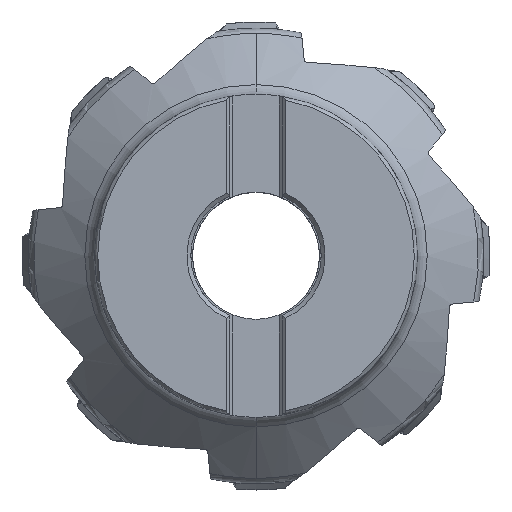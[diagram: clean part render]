
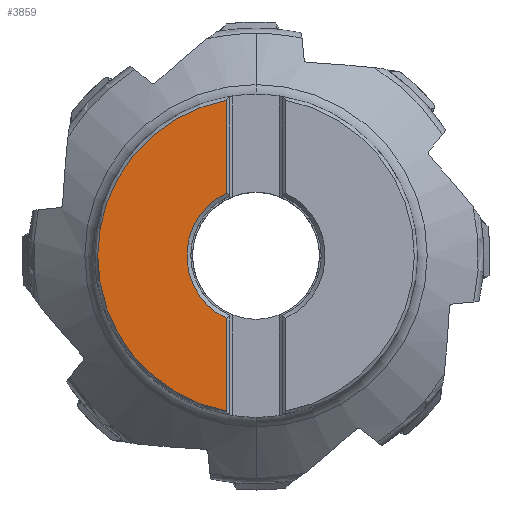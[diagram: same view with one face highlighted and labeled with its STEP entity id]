
A CAD part, top view. The second image highlights one B-rep face of the part: STEP entity #3859.
In plain terms, the highlighted planar face has unit normal (0, 0, 1).
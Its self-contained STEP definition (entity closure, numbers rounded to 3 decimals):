
#393=PLANE('',#21601);
#1745=LINE('',#40650,#2662);
#1746=LINE('',#40654,#2663);
#2662=VECTOR('',#26133,1.);
#2663=VECTOR('',#26136,1.);
#3859=ADVANCED_FACE('',(#5033),#393,.F.);
#5033=FACE_OUTER_BOUND('',#6145,.T.);
#6145=EDGE_LOOP('',(#11839,#11840,#11841,#11842,#11843));
#7091=CIRCLE('',#21597,47.473);
#7092=CIRCLE('',#21598,47.473);
#7093=CIRCLE('',#21600,20.75);
#11839=ORIENTED_EDGE('',*,*,#18023,.F.);
#11840=ORIENTED_EDGE('',*,*,#18024,.F.);
#11841=ORIENTED_EDGE('',*,*,#18025,.F.);
#11842=ORIENTED_EDGE('',*,*,#18022,.F.);
#11843=ORIENTED_EDGE('',*,*,#18021,.F.);
#15260=VERTEX_POINT('',#40619);
#15263=VERTEX_POINT('',#40645);
#15264=VERTEX_POINT('',#40647);
#15265=VERTEX_POINT('',#40651);
#15266=VERTEX_POINT('',#40653);
#18021=EDGE_CURVE('',#15263,#15264,#7091,.T.);
#18022=EDGE_CURVE('',#15264,#15260,#7092,.T.);
#18023=EDGE_CURVE('',#15265,#15263,#1745,.T.);
#18024=EDGE_CURVE('',#15266,#15265,#7093,.T.);
#18025=EDGE_CURVE('',#15260,#15266,#1746,.T.);
#21597=AXIS2_PLACEMENT_3D('',#40646,#26127,#26128);
#21598=AXIS2_PLACEMENT_3D('',#40648,#26129,#26130);
#21600=AXIS2_PLACEMENT_3D('',#40652,#26134,#26135);
#21601=AXIS2_PLACEMENT_3D('',#40655,#26137,#26138);
#26127=DIRECTION('',(0.,0.,-1.));
#26128=DIRECTION('',(-0.188,-0.982,0.));
#26129=DIRECTION('',(0.,0.,-1.));
#26130=DIRECTION('',(-1.,0.002,0.));
#26133=DIRECTION('',(0.,-1.,0.));
#26134=DIRECTION('',(0.,0.,1.));
#26135=DIRECTION('',(-0.431,0.902,0.));
#26136=DIRECTION('',(0.,-1.,0.));
#26137=DIRECTION('',(0.,0.,-1.));
#26138=DIRECTION('',(1.,0.,0.));
#40619=CARTESIAN_POINT('',(-8.937,46.624,0.));
#40645=CARTESIAN_POINT('',(-8.937,-46.624,0.));
#40646=CARTESIAN_POINT('',(0.,0.,0.));
#40647=CARTESIAN_POINT('',(-47.472,0.117,0.));
#40648=CARTESIAN_POINT('',(0.,0.,0.));
#40650=CARTESIAN_POINT('',(-8.938,-18.727,0.));
#40651=CARTESIAN_POINT('',(-8.938,-18.727,0.));
#40652=CARTESIAN_POINT('',(0.,0.,0.));
#40653=CARTESIAN_POINT('',(-8.938,18.727,0.));
#40654=CARTESIAN_POINT('',(-8.937,46.624,0.));
#40655=CARTESIAN_POINT('',(50.,84.213,0.));
